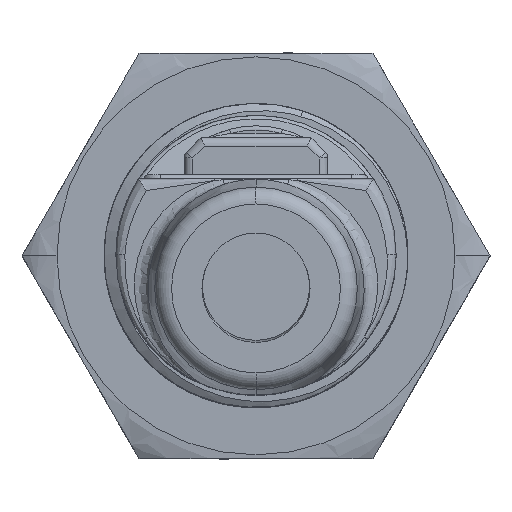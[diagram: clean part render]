
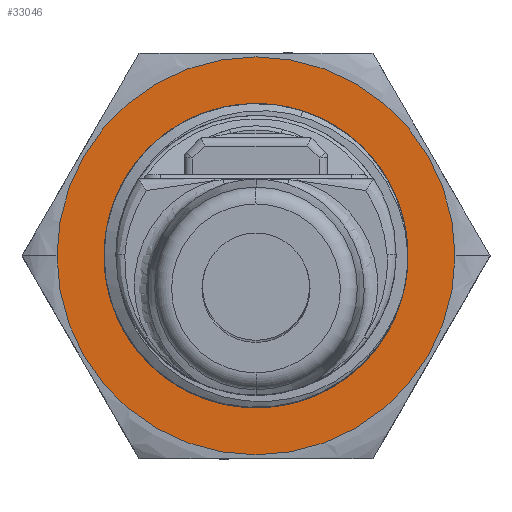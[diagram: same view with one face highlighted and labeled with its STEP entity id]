
A CAD part, top view. The second image highlights one B-rep face of the part: STEP entity #33046.
In plain terms, the highlighted planar face has unit normal (0, 0, 1).
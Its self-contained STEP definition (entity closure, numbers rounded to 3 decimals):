
#32631=CARTESIAN_POINT('',(0.,0.,3.8));
#32632=DIRECTION('',(0.,0.,1.));
#32633=DIRECTION('',(-1.,0.,0.));
#32634=AXIS2_PLACEMENT_3D('',#32631,#32632,#32633);
#32636=CARTESIAN_POINT('',(0.,0.,3.8));
#32637=DIRECTION('',(0.,0.,1.));
#32638=DIRECTION('',(1.,0.,0.));
#32639=AXIS2_PLACEMENT_3D('',#32636,#32637,#32638);
#32641=CARTESIAN_POINT('',(0.,0.,3.8));
#32642=DIRECTION('',(0.,0.,-1.));
#32643=DIRECTION('',(1.,0.,0.));
#32644=AXIS2_PLACEMENT_3D('',#32641,#32642,#32643);
#32646=CARTESIAN_POINT('',(0.,0.,3.8));
#32647=DIRECTION('',(0.,0.,-1.));
#32648=DIRECTION('',(-1.,0.,0.));
#32649=AXIS2_PLACEMENT_3D('',#32646,#32647,#32648);
#32951=CARTESIAN_POINT('',(-8.5,0.,3.8));
#32952=CARTESIAN_POINT('',(8.5,0.,3.8));
#32953=VERTEX_POINT('',#32951);
#32954=VERTEX_POINT('',#32952);
#32973=CARTESIAN_POINT('',(11.783,0.,3.8));
#32974=CARTESIAN_POINT('',(-11.783,0.,3.8));
#32975=VERTEX_POINT('',#32973);
#32976=VERTEX_POINT('',#32974);
#33031=CARTESIAN_POINT('',(0.,0.,3.8));
#33032=DIRECTION('',(0.,0.,1.));
#33033=DIRECTION('',(1.,0.,0.));
#33034=AXIS2_PLACEMENT_3D('',#33031,#33032,#33033);
#33035=PLANE('',#33034);
#33037=ORIENTED_EDGE('',*,*,#33036,.T.);
#33039=ORIENTED_EDGE('',*,*,#33038,.T.);
#33040=EDGE_LOOP('',(#33037,#33039));
#33041=FACE_OUTER_BOUND('',#33040,.F.);
#33042=ORIENTED_EDGE('',*,*,#33011,.T.);
#33043=ORIENTED_EDGE('',*,*,#33025,.T.);
#33044=EDGE_LOOP('',(#33042,#33043));
#33045=FACE_BOUND('',#33044,.F.);
#33046=ADVANCED_FACE('',(#33041,#33045),#33035,.T.);
#32635=CIRCLE('',#32634,8.5);
#32640=CIRCLE('',#32639,8.5);
#32645=CIRCLE('',#32644,11.783);
#32650=CIRCLE('',#32649,11.783);
#33011=EDGE_CURVE('',#32953,#32954,#32635,.T.);
#33025=EDGE_CURVE('',#32954,#32953,#32640,.T.);
#33036=EDGE_CURVE('',#32975,#32976,#32645,.T.);
#33038=EDGE_CURVE('',#32976,#32975,#32650,.T.);
